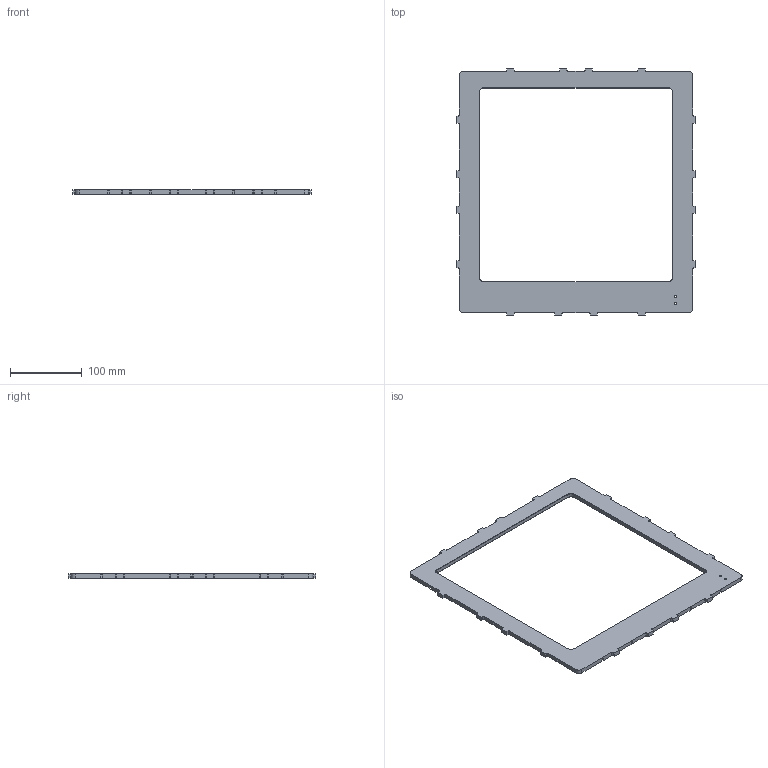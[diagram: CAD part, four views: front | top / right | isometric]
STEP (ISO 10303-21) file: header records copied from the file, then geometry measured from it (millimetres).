
FILE_DESCRIPTION (( 'STEP AP214' ), '1' );
FILE_NAME ('1235-B2P-B.STEP', '2013-11-18T22:20:33', ( '3DAssist' ), ( '' ), 'SwSTEP 2.0', 'SolidWorks 2013', '' );
FILE_SCHEMA (( 'AUTOMOTIVE_DESIGN' ));
Length unit declared in the file: millimetre
Products named in the file (1): 1235-B2P-B
Bounding box: 334.2 x 345.6 x 6 mm (x, y, z)
Volume: 222562.2 mm3; surface area: 91666.9 mm2
Topology: 1 solids, 1 shells, 292 faces, 852 edges, 564 vertices
Faces by surface type: plane 175, cylinder 109, cone 8
Full cylindrical faces by diameter (mm): 3.1 x2, 12 x2
Entity records: 9656 total; most frequent: CARTESIAN_POINT 1697, ORIENTED_EDGE 1688, DIRECTION 1656, EDGE_CURVE 844, VECTOR 618, LINE 618, VERTEX_POINT 560, AXIS2_PLACEMENT_3D 519
